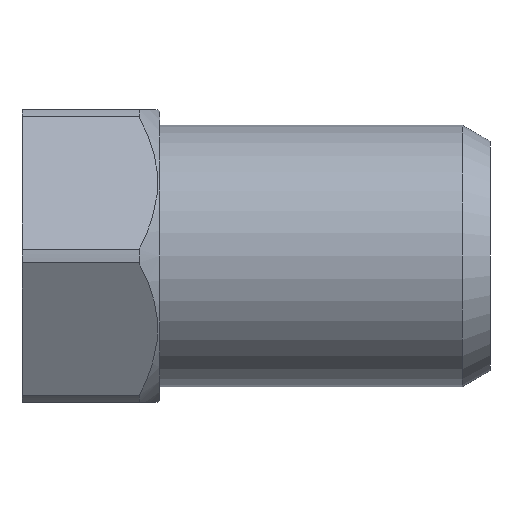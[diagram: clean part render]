
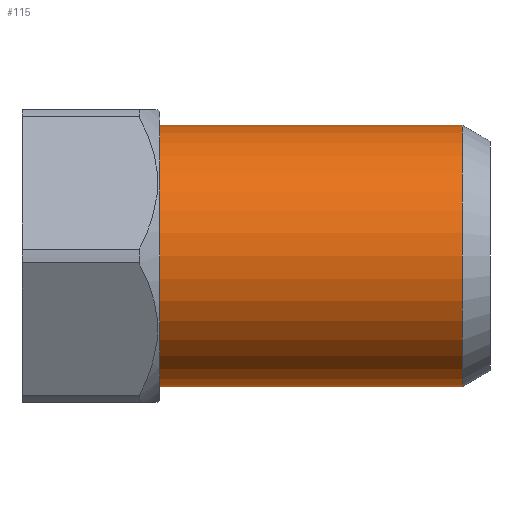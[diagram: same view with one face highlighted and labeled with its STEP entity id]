
A CAD part, front view. The second image highlights one B-rep face of the part: STEP entity #115.
In plain terms, the highlighted cylindrical face has radius 0.483 mm (diameter 0.965 mm), a partial arc.
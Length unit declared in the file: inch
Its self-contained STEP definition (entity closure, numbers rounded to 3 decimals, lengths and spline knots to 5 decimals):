
#43 = DIRECTION ( 'NONE',  ( -1., 0., 0. ) ) ;
#46 = ORIENTED_EDGE ( 'NONE', *, *, #354, .T. ) ;
#60 = DIRECTION ( 'NONE',  ( 0., 0., 1. ) ) ;
#65 = VERTEX_POINT ( 'NONE', #752 ) ;
#74 = LINE ( 'NONE', #767, #643 ) ;
#114 = DIRECTION ( 'NONE',  ( -1., 0., 0. ) ) ;
#115 = ADVANCED_FACE ( 'NONE', ( #505 ), #685, .T. ) ;
#132 = EDGE_CURVE ( 'NONE', #367, #491, #245, .T. ) ;
#169 = CARTESIAN_POINT ( 'NONE',  ( 0.02, 0., 0. ) ) ;
#183 = DIRECTION ( 'NONE',  ( 0., 0., 1. ) ) ;
#234 = LINE ( 'NONE', #618, #758 ) ;
#245 = CIRCLE ( 'NONE', #271, 0.019 ) ;
#271 = AXIS2_PLACEMENT_3D ( 'NONE', #169, #114, #183 ) ;
#298 = DIRECTION ( 'NONE',  ( -1., 0., 0. ) ) ;
#321 = AXIS2_PLACEMENT_3D ( 'NONE', #359, #298, #60 ) ;
#328 = ORIENTED_EDGE ( 'NONE', *, *, #538, .F. ) ;
#332 = VERTEX_POINT ( 'NONE', #417 ) ;
#354 = EDGE_CURVE ( 'NONE', #332, #65, #377, .T. ) ;
#359 = CARTESIAN_POINT ( 'NONE',  ( 0., 0., 0. ) ) ;
#367 = VERTEX_POINT ( 'NONE', #724 ) ;
#377 = CIRCLE ( 'NONE', #747, 0.019 ) ;
#401 = ORIENTED_EDGE ( 'NONE', *, *, #132, .F. ) ;
#417 = CARTESIAN_POINT ( 'NONE',  ( 0.064, 0., -0.019 ) ) ;
#491 = VERTEX_POINT ( 'NONE', #751 ) ;
#505 = FACE_OUTER_BOUND ( 'NONE', #614, .T. ) ;
#538 = EDGE_CURVE ( 'NONE', #332, #367, #234, .T. ) ;
#597 = DIRECTION ( 'NONE',  ( -1., 0., 0. ) ) ;
#609 = DIRECTION ( 'NONE',  ( 0., 0., 1. ) ) ;
#614 = EDGE_LOOP ( 'NONE', ( #328, #46, #731, #401 ) ) ;
#618 = CARTESIAN_POINT ( 'NONE',  ( 0., 0., -0.019 ) ) ;
#623 = EDGE_CURVE ( 'NONE', #65, #491, #74, .T. ) ;
#643 = VECTOR ( 'NONE', #696, 39.37008 ) ;
#685 = CYLINDRICAL_SURFACE ( 'NONE', #321, 0.019 ) ;
#696 = DIRECTION ( 'NONE',  ( -1., 0., 0. ) ) ;
#724 = CARTESIAN_POINT ( 'NONE',  ( 0.02, 0., -0.019 ) ) ;
#731 = ORIENTED_EDGE ( 'NONE', *, *, #623, .T. ) ;
#747 = AXIS2_PLACEMENT_3D ( 'NONE', #785, #597, #609 ) ;
#751 = CARTESIAN_POINT ( 'NONE',  ( 0.02, 0., 0.019 ) ) ;
#752 = CARTESIAN_POINT ( 'NONE',  ( 0.064, 0., 0.019 ) ) ;
#758 = VECTOR ( 'NONE', #43, 39.37008 ) ;
#767 = CARTESIAN_POINT ( 'NONE',  ( 0., 0., 0.019 ) ) ;
#785 = CARTESIAN_POINT ( 'NONE',  ( 0.064, 0., 0. ) ) ;
